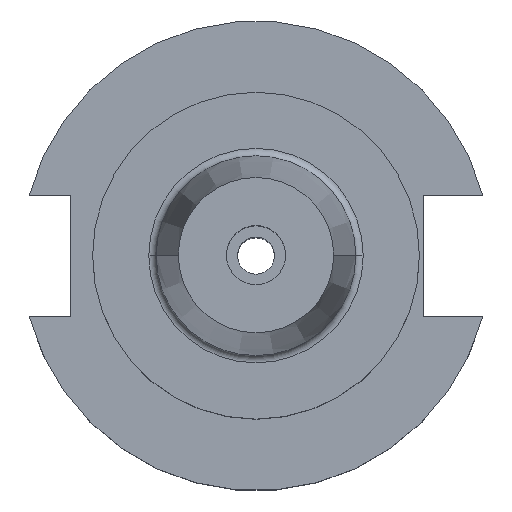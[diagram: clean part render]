
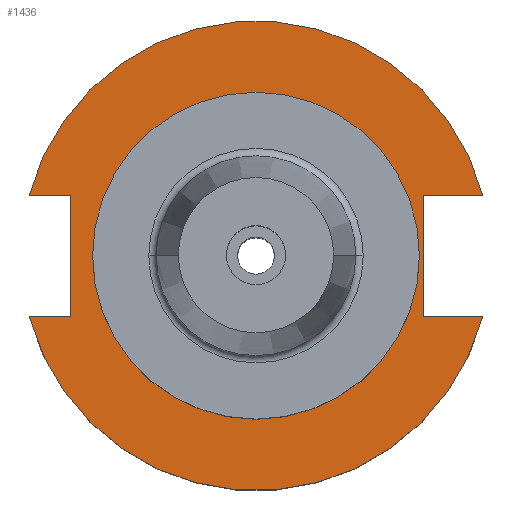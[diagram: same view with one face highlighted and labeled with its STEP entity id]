
A CAD part, top view. The second image highlights one B-rep face of the part: STEP entity #1436.
In plain terms, the highlighted planar face has unit normal (0, 0, 1).
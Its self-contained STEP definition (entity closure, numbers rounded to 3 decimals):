
#5 = LINE ( 'NONE', #137, #1615 ) ;
#16 = VECTOR ( 'NONE', #626, 1000. ) ;
#26 = CARTESIAN_POINT ( 'NONE',  ( -30.675, 8.191, 19.05 ) ) ;
#57 = LINE ( 'NONE', #322, #16 ) ;
#61 = ORIENTED_EDGE ( 'NONE', *, *, #1351, .T. ) ;
#71 = ORIENTED_EDGE ( 'NONE', *, *, #1025, .F. ) ;
#97 = VERTEX_POINT ( 'NONE', #180 ) ;
#137 = CARTESIAN_POINT ( 'NONE',  ( 0., 8.191, 19.05 ) ) ;
#151 = CARTESIAN_POINT ( 'NONE',  ( 22.606, -8.191, 19.05 ) ) ;
#153 = DIRECTION ( 'NONE',  ( 1., 0., 0. ) ) ;
#155 = VERTEX_POINT ( 'NONE', #421 ) ;
#156 = VECTOR ( 'NONE', #673, 1000. ) ;
#177 = AXIS2_PLACEMENT_3D ( 'NONE', #1129, #997, #301 ) ;
#180 = CARTESIAN_POINT ( 'NONE',  ( 22.606, 8.191, 19.05 ) ) ;
#210 = DIRECTION ( 'NONE',  ( 0., 0., 1. ) ) ;
#211 = CARTESIAN_POINT ( 'NONE',  ( -25.091, -8.191, 19.05 ) ) ;
#213 = LINE ( 'NONE', #1140, #929 ) ;
#235 = DIRECTION ( 'NONE',  ( 1., 0., 0. ) ) ;
#270 = CARTESIAN_POINT ( 'NONE',  ( 30.675, 8.191, 19.05 ) ) ;
#301 = DIRECTION ( 'NONE',  ( -1., 0., 0. ) ) ;
#322 = CARTESIAN_POINT ( 'NONE',  ( -25.091, 8.191, 19.05 ) ) ;
#335 = EDGE_CURVE ( 'NONE', #1047, #1172, #1530, .T. ) ;
#366 = ORIENTED_EDGE ( 'NONE', *, *, #561, .F. ) ;
#368 = DIRECTION ( 'NONE',  ( 0., 0., 1. ) ) ;
#404 = DIRECTION ( 'NONE',  ( 0., 0., 1. ) ) ;
#411 = DIRECTION ( 'NONE',  ( -1., 0., 0. ) ) ;
#413 = EDGE_CURVE ( 'NONE', #1172, #786, #57, .T. ) ;
#421 = CARTESIAN_POINT ( 'NONE',  ( 30.675, -8.191, 19.05 ) ) ;
#444 = VERTEX_POINT ( 'NONE', #1168 ) ;
#471 = VECTOR ( 'NONE', #1623, 1000. ) ;
#482 = CARTESIAN_POINT ( 'NONE',  ( -22.1, 0., 19.05 ) ) ;
#502 = EDGE_CURVE ( 'NONE', #537, #1365, #569, .T. ) ;
#537 = VERTEX_POINT ( 'NONE', #632 ) ;
#538 = CIRCLE ( 'NONE', #1023, 31.75 ) ;
#546 = EDGE_CURVE ( 'NONE', #1060, #97, #1625, .T. ) ;
#561 = EDGE_CURVE ( 'NONE', #1365, #537, #832, .T. ) ;
#569 = CIRCLE ( 'NONE', #1209, 22.1 ) ;
#589 = CARTESIAN_POINT ( 'NONE',  ( 0., -8.191, 19.05 ) ) ;
#626 = DIRECTION ( 'NONE',  ( 0., -1., 0. ) ) ;
#632 = CARTESIAN_POINT ( 'NONE',  ( 22.1, 0., 19.05 ) ) ;
#673 = DIRECTION ( 'NONE',  ( 0., 1., 0. ) ) ;
#678 = AXIS2_PLACEMENT_3D ( 'NONE', #702, #1629, #709 ) ;
#692 = FACE_OUTER_BOUND ( 'NONE', #952, .T. ) ;
#702 = CARTESIAN_POINT ( 'NONE',  ( 0., 0., 19.05 ) ) ;
#704 = CARTESIAN_POINT ( 'NONE',  ( -61.091, 8.191, 19.05 ) ) ;
#709 = DIRECTION ( 'NONE',  ( 1., 0., 0. ) ) ;
#728 = EDGE_CURVE ( 'NONE', #1171, #97, #5, .T. ) ;
#786 = VERTEX_POINT ( 'NONE', #211 ) ;
#832 = CIRCLE ( 'NONE', #1659, 22.1 ) ;
#845 = CIRCLE ( 'NONE', #678, 31.75 ) ;
#859 = ORIENTED_EDGE ( 'NONE', *, *, #502, .F. ) ;
#868 = PLANE ( 'NONE',  #177 ) ;
#914 = CARTESIAN_POINT ( 'NONE',  ( 0., 0., 19.05 ) ) ;
#929 = VECTOR ( 'NONE', #1627, 1000. ) ;
#934 = ORIENTED_EDGE ( 'NONE', *, *, #413, .T. ) ;
#952 = EDGE_LOOP ( 'NONE', ( #934, #71, #1084, #1311, #1115, #976, #61, #1326 ) ) ;
#976 = ORIENTED_EDGE ( 'NONE', *, *, #728, .F. ) ;
#997 = DIRECTION ( 'NONE',  ( 0., 0., -1. ) ) ;
#1023 = AXIS2_PLACEMENT_3D ( 'NONE', #1092, #210, #153 ) ;
#1025 = EDGE_CURVE ( 'NONE', #444, #786, #213, .T. ) ;
#1032 = FACE_BOUND ( 'NONE', #1624, .T. ) ;
#1047 = VERTEX_POINT ( 'NONE', #26 ) ;
#1060 = VERTEX_POINT ( 'NONE', #151 ) ;
#1084 = ORIENTED_EDGE ( 'NONE', *, *, #1308, .T. ) ;
#1092 = CARTESIAN_POINT ( 'NONE',  ( 0., 0., 19.05 ) ) ;
#1115 = ORIENTED_EDGE ( 'NONE', *, *, #546, .T. ) ;
#1129 = CARTESIAN_POINT ( 'NONE',  ( 0., 22.1, 19.05 ) ) ;
#1140 = CARTESIAN_POINT ( 'NONE',  ( -61.091, -8.191, 19.05 ) ) ;
#1161 = VECTOR ( 'NONE', #1379, 1000. ) ;
#1168 = CARTESIAN_POINT ( 'NONE',  ( -30.675, -8.191, 19.05 ) ) ;
#1171 = VERTEX_POINT ( 'NONE', #270 ) ;
#1172 = VERTEX_POINT ( 'NONE', #1345 ) ;
#1193 = DIRECTION ( 'NONE',  ( 1., 0., 0. ) ) ;
#1209 = AXIS2_PLACEMENT_3D ( 'NONE', #914, #368, #235 ) ;
#1308 = EDGE_CURVE ( 'NONE', #444, #155, #845, .T. ) ;
#1311 = ORIENTED_EDGE ( 'NONE', *, *, #1560, .F. ) ;
#1326 = ORIENTED_EDGE ( 'NONE', *, *, #335, .T. ) ;
#1345 = CARTESIAN_POINT ( 'NONE',  ( -25.091, 8.191, 19.05 ) ) ;
#1351 = EDGE_CURVE ( 'NONE', #1171, #1047, #538, .T. ) ;
#1365 = VERTEX_POINT ( 'NONE', #482 ) ;
#1379 = DIRECTION ( 'NONE',  ( 1., 0., 0. ) ) ;
#1436 = ADVANCED_FACE ( 'NONE', ( #1032, #692 ), #868, .F. ) ;
#1458 = CARTESIAN_POINT ( 'NONE',  ( 0., 0., 19.05 ) ) ;
#1530 = LINE ( 'NONE', #704, #471 ) ;
#1537 = LINE ( 'NONE', #589, #1161 ) ;
#1560 = EDGE_CURVE ( 'NONE', #1060, #155, #1537, .T. ) ;
#1615 = VECTOR ( 'NONE', #411, 1000. ) ;
#1623 = DIRECTION ( 'NONE',  ( 1., 0., 0. ) ) ;
#1624 = EDGE_LOOP ( 'NONE', ( #859, #366 ) ) ;
#1625 = LINE ( 'NONE', #1684, #156 ) ;
#1627 = DIRECTION ( 'NONE',  ( 1., 0., 0. ) ) ;
#1629 = DIRECTION ( 'NONE',  ( 0., 0., 1. ) ) ;
#1659 = AXIS2_PLACEMENT_3D ( 'NONE', #1458, #404, #1193 ) ;
#1684 = CARTESIAN_POINT ( 'NONE',  ( 22.606, 22.1, 19.05 ) ) ;
